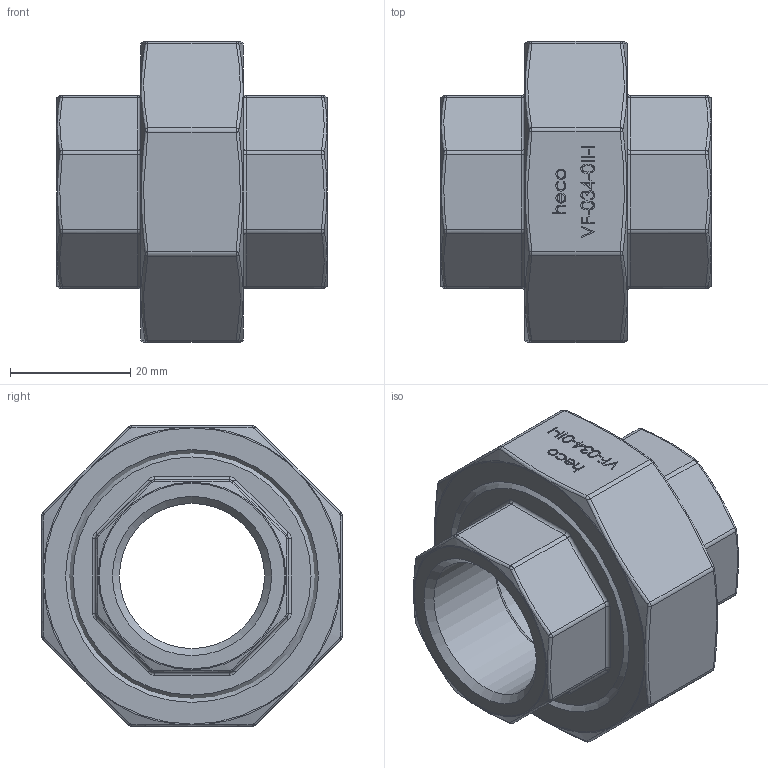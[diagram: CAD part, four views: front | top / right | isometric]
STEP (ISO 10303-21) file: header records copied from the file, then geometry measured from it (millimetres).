
FILE_DESCRIPTION (( 'STEP AP214' ), '1' );
FILE_NAME ('VF-034-0II-I Verschraubung flach 2109.STEP', '2021-09-29T08:59:30', ( '' ), ( '' ), 'SwSTEP 2.0', 'SolidWorks 2019', '' );
FILE_SCHEMA (( 'AUTOMOTIVE_DESIGN' ));
Length unit declared in the file: millimetre
Products named in the file (1): VF-034-0II-I Verschraubung flach 2109
Bounding box: 45 x 50 x 50 mm (x, y, z)
Volume: 37032.4 mm3; surface area: 19235 mm2
Topology: 4 solids, 4 shells, 386 faces, 939 edges, 558 vertices
Faces by surface type: bspline 146, plane 129, cylinder 51, torus 35, cone 25
Full cylindrical faces by diameter (mm): 24.117 x2, 28 x2, 29 x1, 36 x1, 36.5 x1, 39.5 x2, 39.84 x1, 42 x1
Entity records: 20239 total; most frequent: CARTESIAN_POINT 8296, ORIENTED_EDGE 1720, DIRECTION 1227, EDGE_CURVE 860, VERTEX_POINT 548, EDGE_LOOP 460, AXIS2_PLACEMENT_3D 435, FACE_OUTER_BOUND 416
